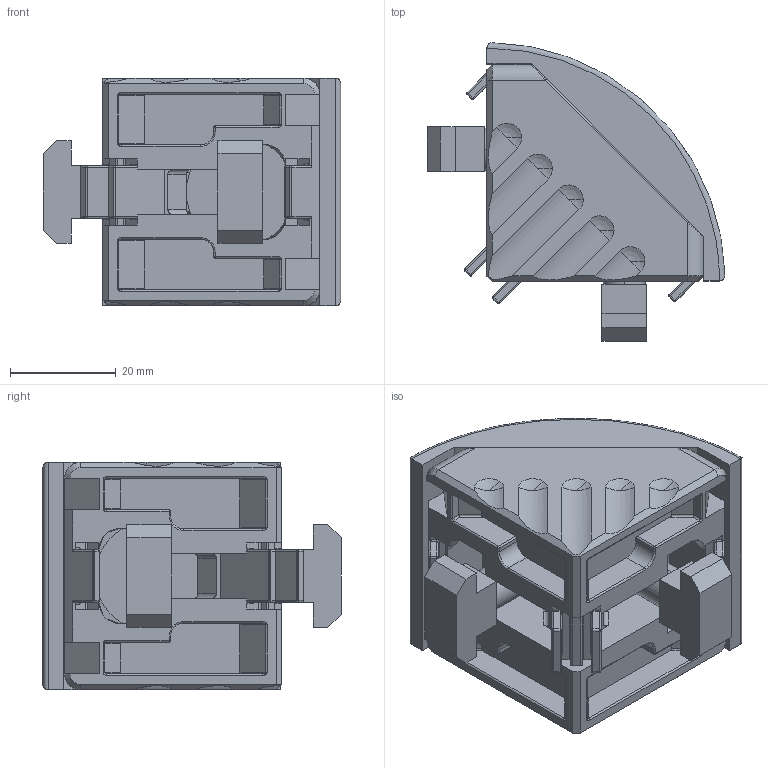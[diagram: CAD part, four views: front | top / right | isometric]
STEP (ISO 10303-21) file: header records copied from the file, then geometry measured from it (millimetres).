
FILE_DESCRIPTION((''),'2;1');
FILE_NAME('3 842 538 719 45x45 Gusset - DesignLINE.iam.stp','2011-06-02T21:58:49',(''),(''),'Autodesk Inventor 2011','Autodesk Inventor 2011','');
FILE_SCHEMA(('AUTOMOTIVE_DESIGN { 1 0 10303 214 1 1 1 1 }'));
Length unit declared in the file: millimetre
Products named in the file (3): 3 842 538 719 45x45 Gusset - DesignLINE; 3842523561 45x45 Gusset With Fasteners; 3842523563 45x45 Round Cover Cap
Assembly tree (2 placements, depth 2):
  3 842 538 719 45x45 Gusset - DesignLINE
    3842523561 45x45 Gusset With Fasteners
    3842523563 45x45 Round Cover Cap
Bounding box: 56.29 x 56.4 x 43 mm (x, y, z)
Volume: 42798.4 mm3; surface area: 24172.2 mm2
Topology: 6 solids, 6 shells, 457 faces, 1175 edges, 690 vertices
Faces by surface type: plane 173, cylinder 166, sphere 46, cone 26, torus 24, bspline 22
Entity records: 17426 total; most frequent: CARTESIAN_POINT 6740, ORIENTED_EDGE 2258, DIRECTION 2189, EDGE_CURVE 1129, AXIS2_PLACEMENT_3D 778, VERTEX_POINT 690, VECTOR 633, LINE 633
